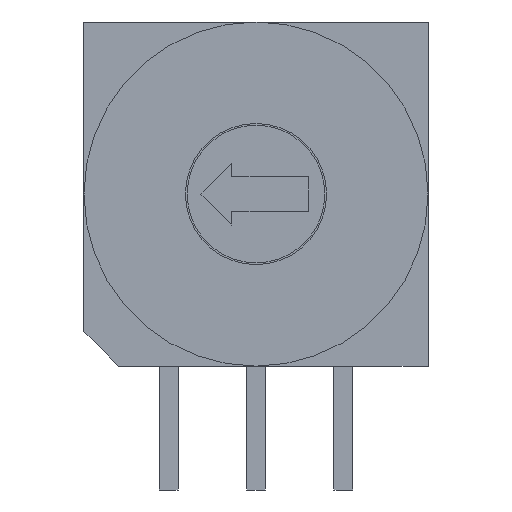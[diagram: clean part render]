
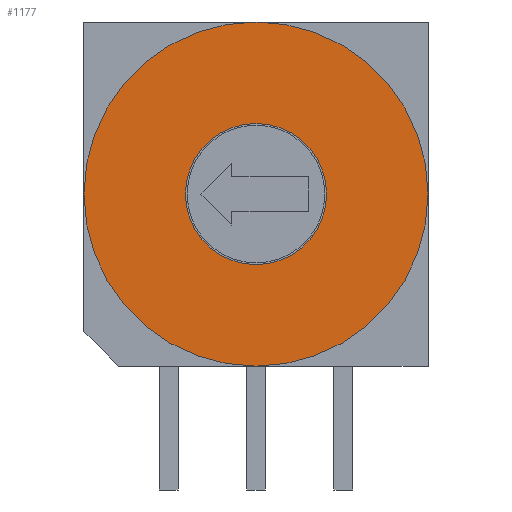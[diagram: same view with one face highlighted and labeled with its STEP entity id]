
A CAD part, left-side view. The second image highlights one B-rep face of the part: STEP entity #1177.
In plain terms, the highlighted planar face has unit normal (-1, 0, 0).
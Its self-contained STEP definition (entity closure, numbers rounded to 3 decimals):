
#59=FACE_BOUND($,#199,.T.);
#63=CIRCLE($,#1275,2.05);
#64=CIRCLE($,#1278,5.);
#118=FACE_OUTER_BOUND($,#198,.T.);
#198=EDGE_LOOP($,(#838));
#199=EDGE_LOOP($,(#839));
#517=VERTEX_POINT($,#1698);
#518=VERTEX_POINT($,#1702);
#639=EDGE_CURVE($,#517,#517,#63,.T.);
#640=EDGE_CURVE($,#518,#518,#64,.T.);
#838=ORIENTED_EDGE($,*,*,#640,.F.);
#839=ORIENTED_EDGE($,*,*,#639,.T.);
#1118=PLANE($,#1280);
#1177=ADVANCED_FACE($,(#118,#59),#1118,.F.);
#1275=AXIS2_PLACEMENT_3D($,#1699,#1407,#1408);
#1278=AXIS2_PLACEMENT_3D($,#1703,#1413,#1414);
#1280=AXIS2_PLACEMENT_3D($,#1706,#1417,#1418);
#1407=DIRECTION('center_axis',(1.,0.,0.));
#1408=DIRECTION('ref_axis',(0.,0.,1.));
#1413=DIRECTION('center_axis',(1.,0.,0.));
#1414=DIRECTION('ref_axis',(0.,0.,
-1.));
#1417=DIRECTION('center_axis',(1.,0.,0.));
#1418=DIRECTION('ref_axis',(0.,0.,-1.));
#1698=CARTESIAN_POINT('',(-3.25,0.,7.05));
#1699=CARTESIAN_POINT('Origin',(-3.25,0.,5.));
#1702=CARTESIAN_POINT('',(-3.25,0.,0.));
#1703=CARTESIAN_POINT('Origin',(-3.25,0.,5.));
#1706=CARTESIAN_POINT('Origin',(-3.25,0.,5.));
